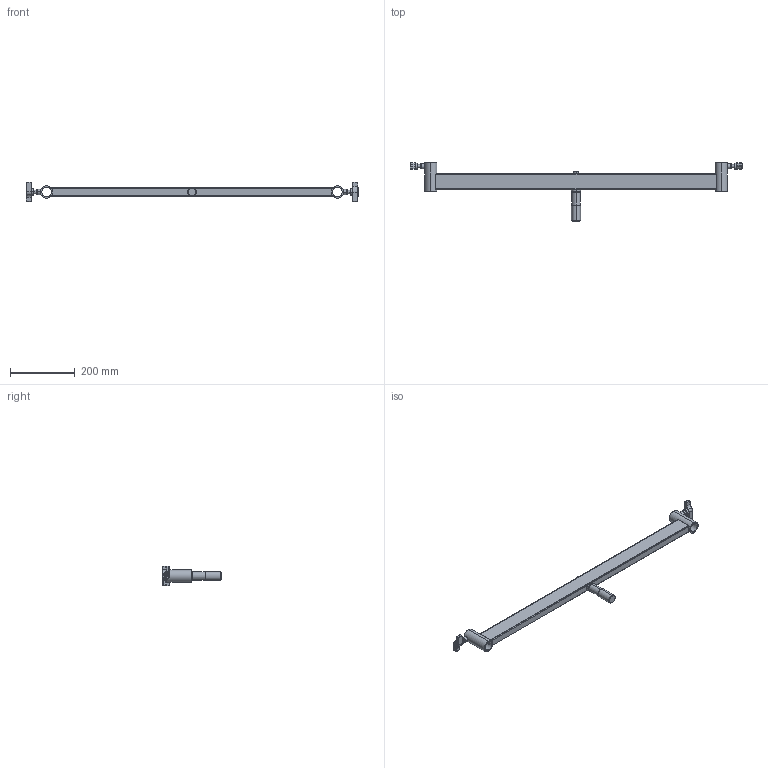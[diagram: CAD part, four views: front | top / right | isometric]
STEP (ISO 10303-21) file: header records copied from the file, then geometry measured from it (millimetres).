
FILE_DESCRIPTION (( 'STEP AP203' ), '1' );
FILE_NAME ('G1310.STEP', '2018-09-27T09:20:41', ( '' ), ( '' ), 'SwSTEP 2.0', 'SolidWorks 2016', '' );
FILE_SCHEMA (( 'CONFIG_CONTROL_DESIGN' ));
Length unit declared in the file: millimetre
Products named in the file (7): Doughty Knob_S0154; TH1781; TH1779; TH2079; TH2218; G1310; TH1780
Assembly tree (9 placements, depth 3):
  G1310
    TH1781
      TH2079
      TH1779
      TH1780  x2
      TH2218  x2
    Doughty Knob_S0154  x2
Bounding box: 1028.68 x 181.5 x 60 mm (x, y, z)
Volume: 359201.8 mm3; surface area: 306778.2 mm2
Topology: 8 solids, 8 shells, 337 faces, 830 edges, 538 vertices
Faces by surface type: plane 157, cylinder 126, cone 38, torus 16
Entity records: 6954 total; most frequent: CARTESIAN_POINT 1457, DIRECTION 1031, ORIENTED_EDGE 938, EDGE_CURVE 469, AXIS2_PLACEMENT_3D 382, VERTEX_POINT 304, VECTOR 267, LINE 267
